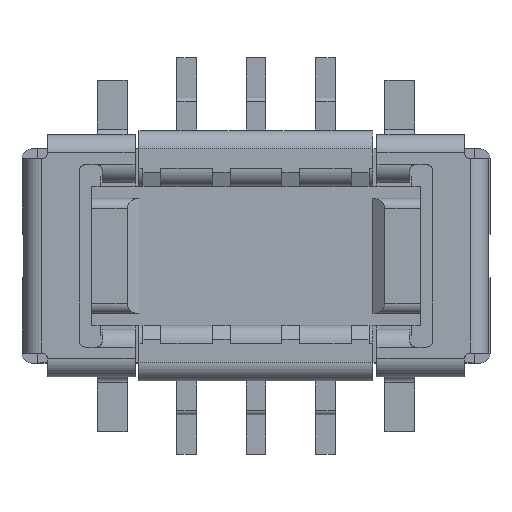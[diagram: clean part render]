
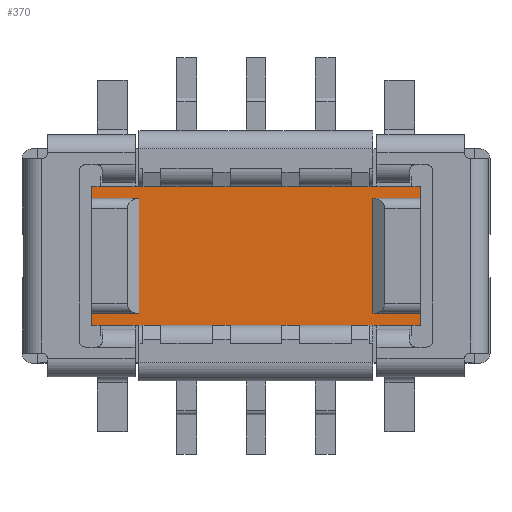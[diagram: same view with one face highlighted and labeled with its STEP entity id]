
A CAD part, top view. The second image highlights one B-rep face of the part: STEP entity #370.
In plain terms, the highlighted planar face has unit normal (0, 0, 1).
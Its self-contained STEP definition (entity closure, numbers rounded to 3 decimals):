
#370=ADVANCED_FACE('',(#1040),#724,.F.);
#724=PLANE('',#7498);
#1040=FACE_OUTER_BOUND('',#1412,.T.);
#1412=EDGE_LOOP('',(#2388,#2389,#2390,#2391,#2392,#2393,#2394,#2395,#2396,
#2397,#2398,#2399));
#2388=ORIENTED_EDGE('',*,*,#5066,.T.);
#2389=ORIENTED_EDGE('',*,*,#4837,.F.);
#2390=ORIENTED_EDGE('',*,*,#5067,.T.);
#2391=ORIENTED_EDGE('',*,*,#5068,.T.);
#2392=ORIENTED_EDGE('',*,*,#5069,.T.);
#2393=ORIENTED_EDGE('',*,*,#5070,.F.);
#2394=ORIENTED_EDGE('',*,*,#5071,.T.);
#2395=ORIENTED_EDGE('',*,*,#4858,.F.);
#2396=ORIENTED_EDGE('',*,*,#5072,.T.);
#2397=ORIENTED_EDGE('',*,*,#5073,.F.);
#2398=ORIENTED_EDGE('',*,*,#5074,.F.);
#2399=ORIENTED_EDGE('',*,*,#5075,.T.);
#4102=VERTEX_POINT('',#10534);
#4103=VERTEX_POINT('',#10536);
#4120=VERTEX_POINT('',#10574);
#4121=VERTEX_POINT('',#10576);
#4262=VERTEX_POINT('',#10957);
#4263=VERTEX_POINT('',#10959);
#4264=VERTEX_POINT('',#10961);
#4265=VERTEX_POINT('',#10963);
#4266=VERTEX_POINT('',#10965);
#4267=VERTEX_POINT('',#10968);
#4268=VERTEX_POINT('',#10970);
#4269=VERTEX_POINT('',#10972);
#4837=EDGE_CURVE('',#4102,#4103,#5841,.T.);
#4858=EDGE_CURVE('',#4120,#4121,#5862,.T.);
#5066=EDGE_CURVE('',#4262,#4103,#6053,.T.);
#5067=EDGE_CURVE('',#4102,#4263,#6054,.T.);
#5068=EDGE_CURVE('',#4263,#4264,#6055,.T.);
#5069=EDGE_CURVE('',#4264,#4265,#6056,.T.);
#5070=EDGE_CURVE('',#4266,#4265,#6057,.T.);
#5071=EDGE_CURVE('',#4266,#4121,#6058,.T.);
#5072=EDGE_CURVE('',#4120,#4267,#6059,.T.);
#5073=EDGE_CURVE('',#4268,#4267,#6060,.T.);
#5074=EDGE_CURVE('',#4269,#4268,#6061,.T.);
#5075=EDGE_CURVE('',#4269,#4262,#6062,.T.);
#5841=LINE('',#10535,#6731);
#5862=LINE('',#10575,#6752);
#6053=LINE('',#10956,#6943);
#6054=LINE('',#10958,#6944);
#6055=LINE('',#10960,#6945);
#6056=LINE('',#10962,#6946);
#6057=LINE('',#10964,#6947);
#6058=LINE('',#10966,#6948);
#6059=LINE('',#10967,#6949);
#6060=LINE('',#10969,#6950);
#6061=LINE('',#10971,#6951);
#6062=LINE('',#10973,#6952);
#6731=VECTOR('',#8390,1.);
#6752=VECTOR('',#8413,1.);
#6943=VECTOR('',#8702,1.);
#6944=VECTOR('',#8703,1.);
#6945=VECTOR('',#8704,1.);
#6946=VECTOR('',#8705,1.);
#6947=VECTOR('',#8706,1.);
#6948=VECTOR('',#8707,1.);
#6949=VECTOR('',#8708,1.);
#6950=VECTOR('',#8709,1.);
#6951=VECTOR('',#8710,1.);
#6952=VECTOR('',#8711,1.);
#7498=AXIS2_PLACEMENT_3D('',#10974,#8712,#8713);
#8390=DIRECTION('',(1.,0.,0.));
#8413=DIRECTION('',(-1.,0.,0.));
#8702=DIRECTION('',(0.,1.,0.));
#8703=DIRECTION('',(0.,-1.,0.));
#8704=DIRECTION('',(1.,0.,0.));
#8705=DIRECTION('',(0.,-1.,0.));
#8706=DIRECTION('',(1.,0.,0.));
#8707=DIRECTION('',(0.,-1.,0.));
#8708=DIRECTION('',(0.,1.,0.));
#8709=DIRECTION('',(1.,0.,0.));
#8710=DIRECTION('',(0.,-1.,0.));
#8711=DIRECTION('',(1.,0.,0.));
#8712=DIRECTION('',(0.,0.,-1.));
#8713=DIRECTION('',(-1.,0.,0.));
#10534=CARTESIAN_POINT('',(-0.83,0.35,0.1));
#10535=CARTESIAN_POINT('',(-0.83,0.35,0.1));
#10536=CARTESIAN_POINT('',(0.83,0.35,0.1));
#10574=CARTESIAN_POINT('',(0.83,-0.35,0.1));
#10575=CARTESIAN_POINT('',(0.83,-0.35,0.1));
#10576=CARTESIAN_POINT('',(-0.83,-0.35,0.1));
#10956=CARTESIAN_POINT('',(0.83,0.35,0.1));
#10957=CARTESIAN_POINT('',(0.83,0.29,0.1));
#10958=CARTESIAN_POINT('',(-0.83,-0.35,0.1));
#10959=CARTESIAN_POINT('',(-0.83,0.29,0.1));
#10960=CARTESIAN_POINT('',(-0.83,0.29,0.1));
#10961=CARTESIAN_POINT('',(-0.59,0.29,0.1));
#10962=CARTESIAN_POINT('',(-0.59,0.29,0.1));
#10963=CARTESIAN_POINT('',(-0.59,-0.29,0.1));
#10964=CARTESIAN_POINT('',(-0.83,-0.29,0.1));
#10965=CARTESIAN_POINT('',(-0.83,-0.29,0.1));
#10966=CARTESIAN_POINT('',(-0.83,-0.35,0.1));
#10967=CARTESIAN_POINT('',(0.83,0.35,0.1));
#10968=CARTESIAN_POINT('',(0.83,-0.29,0.1));
#10969=CARTESIAN_POINT('',(0.59,-0.29,0.1));
#10970=CARTESIAN_POINT('',(0.59,-0.29,0.1));
#10971=CARTESIAN_POINT('',(0.59,0.29,0.1));
#10972=CARTESIAN_POINT('',(0.59,0.29,0.1));
#10973=CARTESIAN_POINT('',(0.59,0.29,0.1));
#10974=CARTESIAN_POINT('',(0.,0.,0.1));
